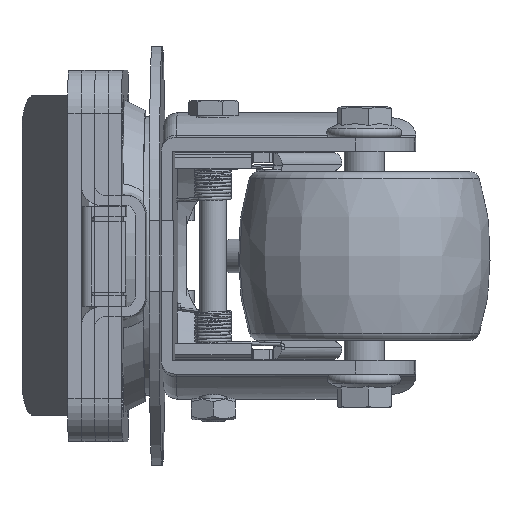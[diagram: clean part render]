
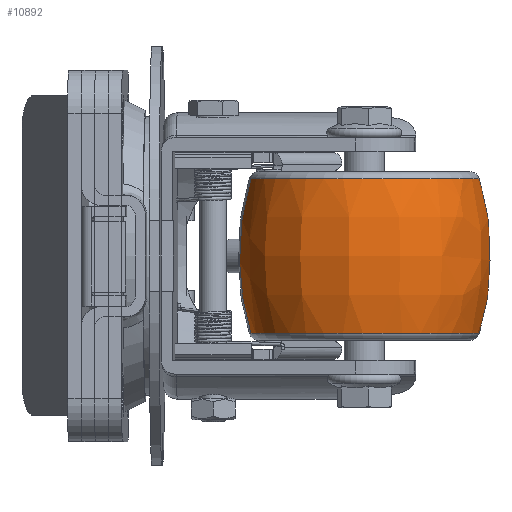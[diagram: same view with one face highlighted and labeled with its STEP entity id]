
A CAD part, left-side view. The second image highlights one B-rep face of the part: STEP entity #10892.
In plain terms, the highlighted free-form (B-spline) face has degree [4, 2] with [5, 9] control points.
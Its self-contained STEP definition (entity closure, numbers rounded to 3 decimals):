
#202=(
BOUNDED_SURFACE()
B_SPLINE_SURFACE(4,2,((#17787,#17788,#17789,#17790,#17791,#17792,#17793,
#17794,#17795),(#17796,#17797,#17798,#17799,#17800,#17801,#17802,#17803,
#17804),(#17805,#17806,#17807,#17808,#17809,#17810,#17811,#17812,#17813),
(#17814,#17815,#17816,#17817,#17818,#17819,#17820,#17821,#17822),(#17823,
#17824,#17825,#17826,#17827,#17828,#17829,#17830,#17831)),.UNSPECIFIED.,
 .F.,.T.,.F.)
B_SPLINE_SURFACE_WITH_KNOTS((5,5),(3,2,2,2,3),(99.301,145.744),
(0.,1.571,3.142,4.712,6.283),
 .UNSPECIFIED.)
GEOMETRIC_REPRESENTATION_ITEM()
RATIONAL_B_SPLINE_SURFACE(((1.,0.707,1.,0.707,1.,
0.707,1.,0.707,1.),(1.,0.707,1.,0.707,
1.,0.707,1.,0.707,1.),(1.,0.707,1.,
0.707,1.,0.707,1.,0.707,1.),(1.,0.707,
1.,0.707,1.,0.707,1.,0.707,1.),(1.,
0.707,1.,0.707,1.,0.707,1.,0.707,
1.)))
REPRESENTATION_ITEM('')
SURFACE()
);
#688=CIRCLE('',#11784,34.069);
#689=CIRCLE('',#11786,34.069);
#3214=FACE_OUTER_BOUND('',#3925,.T.);
#3925=EDGE_LOOP('',(#8603,#8604,#8605,#8606));
#4551=B_SPLINE_CURVE_WITH_KNOTS('',4,(#17767,#17768,#17769,#17770,#17771),
 .UNSPECIFIED.,.F.,.F.,(5,5),(99.301,145.744),.UNSPECIFIED.);
#4552=B_SPLINE_CURVE_WITH_KNOTS('',4,(#17774,#17775,#17776,#17777,#17778),
 .UNSPECIFIED.,.F.,.F.,(5,5),(99.301,145.744),.UNSPECIFIED.);
#5133=VERTEX_POINT('',#17763);
#5134=VERTEX_POINT('',#17764);
#5135=VERTEX_POINT('',#17766);
#5136=VERTEX_POINT('',#17772);
#6397=EDGE_CURVE('',#5135,#5133,#4551,.T.);
#6399=EDGE_CURVE('',#5136,#5134,#4552,.T.);
#6401=EDGE_CURVE('',#5134,#5133,#688,.T.);
#6402=EDGE_CURVE('',#5136,#5135,#689,.T.);
#8603=ORIENTED_EDGE('',*,*,#6401,.F.);
#8604=ORIENTED_EDGE('',*,*,#6399,.F.);
#8605=ORIENTED_EDGE('',*,*,#6402,.T.);
#8606=ORIENTED_EDGE('',*,*,#6397,.T.);
#10892=ADVANCED_FACE('',(#3214),#202,.T.);
#11784=AXIS2_PLACEMENT_3D('',#17782,#13726,#13727);
#11786=AXIS2_PLACEMENT_3D('',#17784,#13730,#13731);
#13726=DIRECTION('center_axis',(-1.,0.,0.));
#13727=DIRECTION('ref_axis',(0.,1.,0.));
#13730=DIRECTION('center_axis',(-1.,0.,0.));
#13731=DIRECTION('ref_axis',(0.,1.,0.));
#17763=CARTESIAN_POINT('',(-22.88,29.898,-16.333));
#17764=CARTESIAN_POINT('',(-22.88,-29.898,16.333));
#17766=CARTESIAN_POINT('',(22.88,29.898,-16.333));
#17767=CARTESIAN_POINT('Ctrl Pts',(22.88,29.898,-16.333));
#17768=CARTESIAN_POINT('Ctrl Pts',(11.78,32.887,-17.966));
#17769=CARTESIAN_POINT('Ctrl Pts',(0.,33.943,-18.543));
#17770=CARTESIAN_POINT('Ctrl Pts',(-11.78,32.887,-17.966));
#17771=CARTESIAN_POINT('Ctrl Pts',(-22.88,29.898,-16.333));
#17772=CARTESIAN_POINT('',(22.88,-29.898,16.333));
#17774=CARTESIAN_POINT('Ctrl Pts',(22.88,-29.898,16.333));
#17775=CARTESIAN_POINT('Ctrl Pts',(11.78,-32.887,17.966));
#17776=CARTESIAN_POINT('Ctrl Pts',(0.,-33.943,18.543));
#17777=CARTESIAN_POINT('Ctrl Pts',(-11.78,-32.887,17.966));
#17778=CARTESIAN_POINT('Ctrl Pts',(-22.88,-29.898,16.333));
#17782=CARTESIAN_POINT('Origin',(-22.88,0.,0.));
#17784=CARTESIAN_POINT('Origin',(22.88,0.,0.));
#17787=CARTESIAN_POINT('Ctrl Pts',(22.88,34.069,0.));
#17788=CARTESIAN_POINT('Ctrl Pts',(22.88,34.069,34.069));
#17789=CARTESIAN_POINT('Ctrl Pts',(22.88,0.,34.069));
#17790=CARTESIAN_POINT('Ctrl Pts',(22.88,-34.069,34.069));
#17791=CARTESIAN_POINT('Ctrl Pts',(22.88,-34.069,0.));
#17792=CARTESIAN_POINT('Ctrl Pts',(22.88,-34.069,-34.069));
#17793=CARTESIAN_POINT('Ctrl Pts',(22.88,0.,-34.069));
#17794=CARTESIAN_POINT('Ctrl Pts',(22.88,34.069,-34.069));
#17795=CARTESIAN_POINT('Ctrl Pts',(22.88,34.069,0.));
#17796=CARTESIAN_POINT('Ctrl Pts',(11.78,37.475,0.));
#17797=CARTESIAN_POINT('Ctrl Pts',(11.78,37.475,37.475));
#17798=CARTESIAN_POINT('Ctrl Pts',(11.78,0.,37.475));
#17799=CARTESIAN_POINT('Ctrl Pts',(11.78,-37.475,37.475));
#17800=CARTESIAN_POINT('Ctrl Pts',(11.78,-37.475,0.));
#17801=CARTESIAN_POINT('Ctrl Pts',(11.78,-37.475,-37.475));
#17802=CARTESIAN_POINT('Ctrl Pts',(11.78,0.,-37.475));
#17803=CARTESIAN_POINT('Ctrl Pts',(11.78,37.475,-37.475));
#17804=CARTESIAN_POINT('Ctrl Pts',(11.78,37.475,0.));
#17805=CARTESIAN_POINT('Ctrl Pts',(0.,38.678,0.));
#17806=CARTESIAN_POINT('Ctrl Pts',(0.,38.678,38.678));
#17807=CARTESIAN_POINT('Ctrl Pts',(0.,0.,38.678));
#17808=CARTESIAN_POINT('Ctrl Pts',(0.,-38.678,38.678));
#17809=CARTESIAN_POINT('Ctrl Pts',(0.,-38.678,0.));
#17810=CARTESIAN_POINT('Ctrl Pts',(0.,-38.678,-38.678));
#17811=CARTESIAN_POINT('Ctrl Pts',(0.,0.,-38.678));
#17812=CARTESIAN_POINT('Ctrl Pts',(0.,38.678,-38.678));
#17813=CARTESIAN_POINT('Ctrl Pts',(0.,38.678,0.));
#17814=CARTESIAN_POINT('Ctrl Pts',(-11.78,37.475,0.));
#17815=CARTESIAN_POINT('Ctrl Pts',(-11.78,37.475,37.475));
#17816=CARTESIAN_POINT('Ctrl Pts',(-11.78,0.,37.475));
#17817=CARTESIAN_POINT('Ctrl Pts',(-11.78,-37.475,37.475));
#17818=CARTESIAN_POINT('Ctrl Pts',(-11.78,-37.475,0.));
#17819=CARTESIAN_POINT('Ctrl Pts',(-11.78,-37.475,-37.475));
#17820=CARTESIAN_POINT('Ctrl Pts',(-11.78,0.,-37.475));
#17821=CARTESIAN_POINT('Ctrl Pts',(-11.78,37.475,-37.475));
#17822=CARTESIAN_POINT('Ctrl Pts',(-11.78,37.475,0.));
#17823=CARTESIAN_POINT('Ctrl Pts',(-22.88,34.069,0.));
#17824=CARTESIAN_POINT('Ctrl Pts',(-22.88,34.069,34.069));
#17825=CARTESIAN_POINT('Ctrl Pts',(-22.88,0.,34.069));
#17826=CARTESIAN_POINT('Ctrl Pts',(-22.88,-34.069,34.069));
#17827=CARTESIAN_POINT('Ctrl Pts',(-22.88,-34.069,0.));
#17828=CARTESIAN_POINT('Ctrl Pts',(-22.88,-34.069,-34.069));
#17829=CARTESIAN_POINT('Ctrl Pts',(-22.88,0.,-34.069));
#17830=CARTESIAN_POINT('Ctrl Pts',(-22.88,34.069,-34.069));
#17831=CARTESIAN_POINT('Ctrl Pts',(-22.88,34.069,0.));
